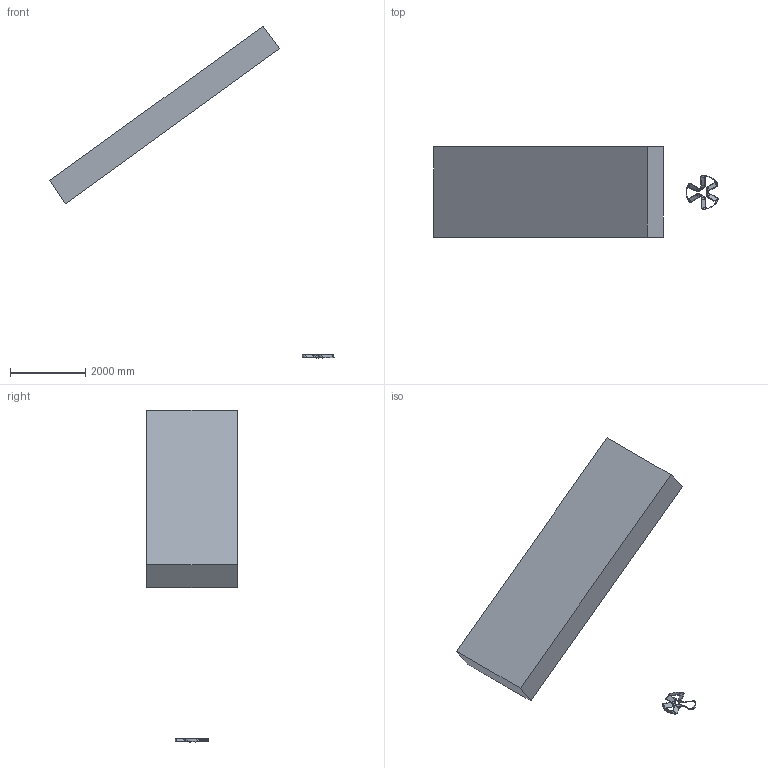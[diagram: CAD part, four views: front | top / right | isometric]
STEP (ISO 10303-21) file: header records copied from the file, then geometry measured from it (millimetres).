
FILE_DESCRIPTION(/* description */ (''),/* implementation_level */ '2;1');
FILE_NAME(/* name */ 'Ventilador_Blades_FINAL DESIGN v15.step',/* time_stamp */ '2024-03-08T14:24:22+01:00',/* author */ (''),/* organization */ (''),/* preprocessor_version */ 'ST-DEVELOPER v20',/* originating_system */ 'Autodesk Translation Framework v12.20.1.177',/* authorisation */ '');
FILE_SCHEMA (('AUTOMOTIVE_DESIGN { 1 0 10303 214 3 1 1 }'));
Length unit declared in the file: centimetre
Products named in the file (1): Ventilador_Blades_FINAL DESIGN
Bounding box: 7546.58 x 2400 x 8811.12 mm (x, y, z)
Volume: 12443223995.5 mm3; surface area: 48432925.9 mm2
Topology: 2 solids, 2 shells, 68 faces, 183 edges, 122 vertices
Faces by surface type: bspline 42, cylinder 15, plane 11
Entity records: 4405 total; most frequent: CARTESIAN_POINT 3023, ORIENTED_EDGE 366, EDGE_CURVE 183, B_SPLINE_CURVE_WITH_KNOTS 138, DIRECTION 123, VERTEX_POINT 122, EDGE_LOOP 73, FACE_OUTER_BOUND 68
